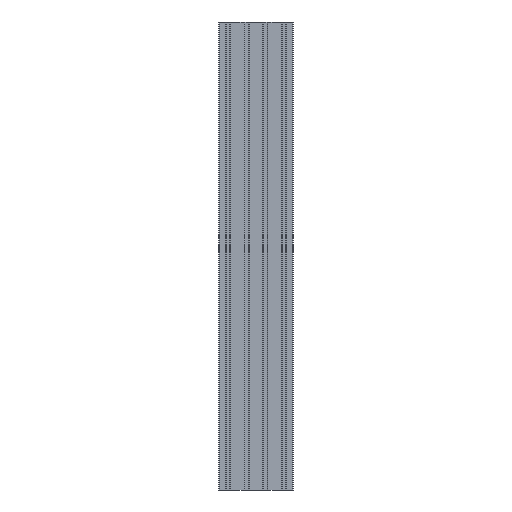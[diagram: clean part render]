
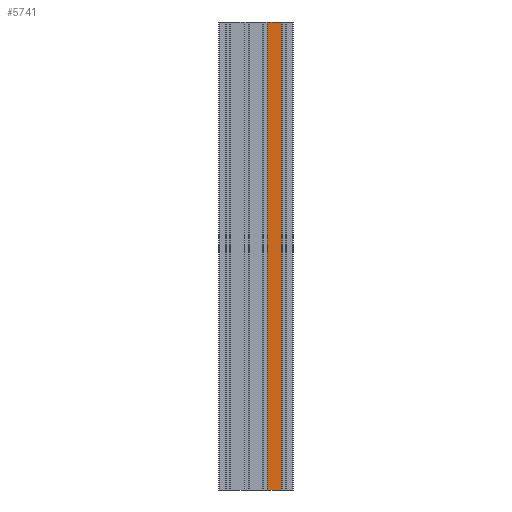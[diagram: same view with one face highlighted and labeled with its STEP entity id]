
A CAD part, front view. The second image highlights one B-rep face of the part: STEP entity #5741.
In plain terms, the highlighted planar face has unit normal (0, -1, 0).
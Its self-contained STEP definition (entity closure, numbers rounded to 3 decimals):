
#67=PLANE('',#6366);
#241=FACE_OUTER_BOUND('',#563,.T.);
#563=EDGE_LOOP('',(#4565,#4566,#4567,#4568));
#1016=LINE('',#9130,#1600);
#1055=LINE('',#9269,#1639);
#1168=LINE('',#9714,#1752);
#1170=LINE('',#9717,#1754);
#1600=VECTOR('',#7207,10.);
#1639=VECTOR('',#7338,10.);
#1752=VECTOR('',#7693,10.);
#1754=VECTOR('',#7697,10.);
#2602=VERTEX_POINT('',#9127);
#2603=VERTEX_POINT('',#9129);
#2656=VERTEX_POINT('',#9266);
#2657=VERTEX_POINT('',#9268);
#3223=EDGE_CURVE('',#2602,#2603,#1016,.T.);
#3303=EDGE_CURVE('',#2656,#2657,#1055,.T.);
#3536=EDGE_CURVE('',#2603,#2656,#1168,.T.);
#3538=EDGE_CURVE('',#2657,#2602,#1170,.T.);
#4565=ORIENTED_EDGE('',*,*,#3536,.F.);
#4566=ORIENTED_EDGE('',*,*,#3223,.F.);
#4567=ORIENTED_EDGE('',*,*,#3538,.F.);
#4568=ORIENTED_EDGE('',*,*,#3303,.F.);
#5741=ADVANCED_FACE('',(#241),#67,.T.);
#6366=AXIS2_PLACEMENT_3D('',#9716,#7695,#7696);
#7207=DIRECTION('',(-1.,0.,0.));
#7338=DIRECTION('',(1.,0.,0.));
#7693=DIRECTION('',(0.,0.,1.));
#7695=DIRECTION('center_axis',(0.,-1.,0.));
#7696=DIRECTION('ref_axis',(1.,0.,0.));
#7697=DIRECTION('',(0.,0.,-1.));
#9127=CARTESIAN_POINT('',(54.85,-40.,0.));
#9129=CARTESIAN_POINT('',(25.15,-40.,0.));
#9130=CARTESIAN_POINT('',(80.,-40.,0.));
#9266=CARTESIAN_POINT('',(25.15,-40.,1000.));
#9268=CARTESIAN_POINT('',(54.85,-40.,1000.));
#9269=CARTESIAN_POINT('',(80.,-40.,1000.));
#9714=CARTESIAN_POINT('',(25.15,-40.,0.));
#9716=CARTESIAN_POINT('Origin',(-80.,-40.,0.));
#9717=CARTESIAN_POINT('',(54.85,-40.,0.));
